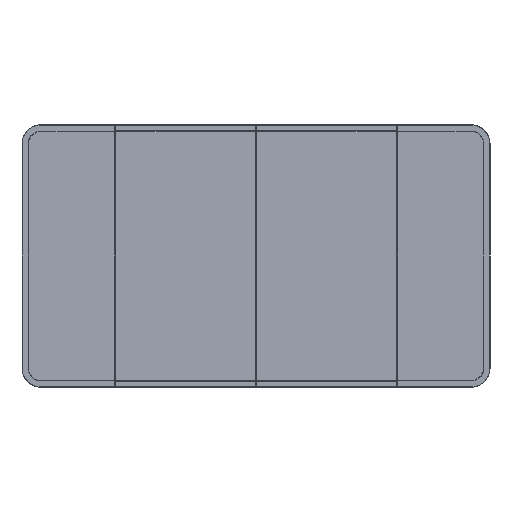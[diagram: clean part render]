
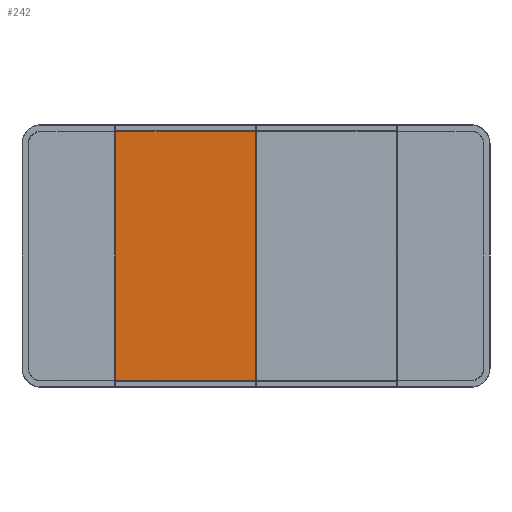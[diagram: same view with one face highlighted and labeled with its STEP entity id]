
A CAD part, front view. The second image highlights one B-rep face of the part: STEP entity #242.
In plain terms, the highlighted planar face has unit normal (0, -1, 0).
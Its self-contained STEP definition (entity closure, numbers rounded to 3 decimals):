
#242=ADVANCED_FACE('',(#408),#2440,.T.);
#408=FACE_OUTER_BOUND('',#574,.T.);
#574=EDGE_LOOP('',(#1070,#1071,#1072,#1073));
#1070=ORIENTED_EDGE('',*,*,#1610,.T.);
#1071=ORIENTED_EDGE('',*,*,#1611,.T.);
#1072=ORIENTED_EDGE('',*,*,#1612,.T.);
#1073=ORIENTED_EDGE('',*,*,#1613,.T.);
#1610=EDGE_CURVE('',#2278,#2279,#1918,.T.);
#1611=EDGE_CURVE('',#2279,#2280,#1919,.T.);
#1612=EDGE_CURVE('',#2280,#2281,#1920,.T.);
#1613=EDGE_CURVE('',#2281,#2278,#1921,.T.);
#1918=B_SPLINE_CURVE_WITH_KNOTS('',1,(#4226,#4227),.UNSPECIFIED.,.F.,.F.,
(2,2),(0.,798.),.UNSPECIFIED.);
#1919=B_SPLINE_CURVE_WITH_KNOTS('',1,(#4228,#4229),.UNSPECIFIED.,.F.,.F.,
(2,2),(0.,447.),.UNSPECIFIED.);
#1920=B_SPLINE_CURVE_WITH_KNOTS('',1,(#4230,#4231),.UNSPECIFIED.,.F.,.F.,
(2,2),(0.,798.),.UNSPECIFIED.);
#1921=B_SPLINE_CURVE_WITH_KNOTS('',1,(#4232,#4233),.UNSPECIFIED.,.F.,.F.,
(2,2),(0.,447.),.UNSPECIFIED.);
#2278=VERTEX_POINT('',#4198);
#2279=VERTEX_POINT('',#4199);
#2280=VERTEX_POINT('',#4200);
#2281=VERTEX_POINT('',#4201);
#2440=PLANE('',#2638);
#2638=AXIS2_PLACEMENT_3D('',#4184,#2791,$);
#2791=DIRECTION('',(0.,-1.,0.));
#4184=CARTESIAN_POINT('',(-493.95,-151.,-550.3));
#4198=CARTESIAN_POINT('',(-449.25,-151.,327.5));
#4199=CARTESIAN_POINT('',(-449.25,-151.,-470.5));
#4200=CARTESIAN_POINT('',(-2.25,-151.,-470.5));
#4201=CARTESIAN_POINT('',(-2.25,-151.,327.5));
#4226=CARTESIAN_POINT('',(-449.25,-151.,327.5));
#4227=CARTESIAN_POINT('',(-449.25,-151.,-470.5));
#4228=CARTESIAN_POINT('',(-449.25,-151.,-470.5));
#4229=CARTESIAN_POINT('',(-2.25,-151.,-470.5));
#4230=CARTESIAN_POINT('',(-2.25,-151.,-470.5));
#4231=CARTESIAN_POINT('',(-2.25,-151.,327.5));
#4232=CARTESIAN_POINT('',(-2.25,-151.,327.5));
#4233=CARTESIAN_POINT('',(-449.25,-151.,327.5));
